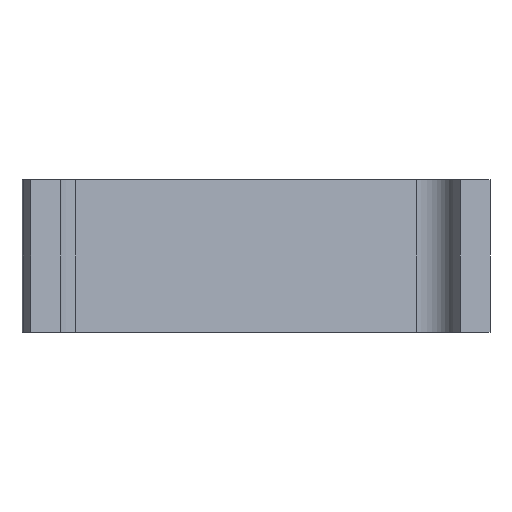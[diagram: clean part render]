
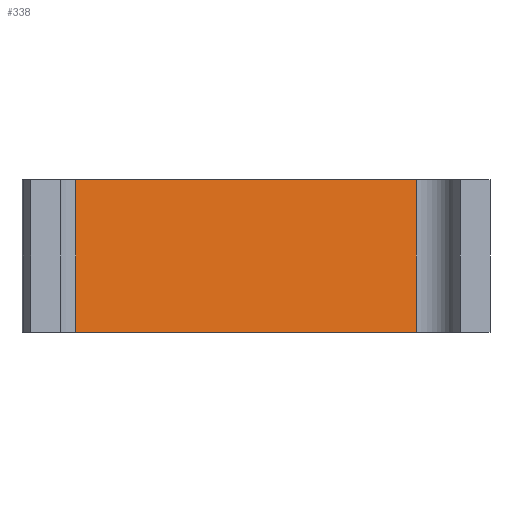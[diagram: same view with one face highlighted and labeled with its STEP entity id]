
A CAD part, left-side view. The second image highlights one B-rep face of the part: STEP entity #338.
In plain terms, the highlighted planar face has unit normal (-0.971, -0.239, 0).
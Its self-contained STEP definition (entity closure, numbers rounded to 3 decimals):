
#32=PLANE('',#382);
#54=FACE_OUTER_BOUND('',#76,.T.);
#76=EDGE_LOOP('',(#309,#310,#311,#312));
#100=LINE('',#521,#136);
#116=LINE('',#562,#152);
#118=LINE('',#566,#154);
#120=LINE('',#570,#156);
#136=VECTOR('',#424,10.);
#152=VECTOR('',#466,10.);
#154=VECTOR('',#472,10.);
#156=VECTOR('',#478,10.);
#166=VERTEX_POINT('',#507);
#167=VERTEX_POINT('',#511);
#178=VERTEX_POINT('',#548);
#179=VERTEX_POINT('',#552);
#200=EDGE_CURVE('',#166,#167,#100,.T.);
#220=EDGE_CURVE('',#178,#179,#116,.T.);
#222=EDGE_CURVE('',#167,#178,#118,.T.);
#224=EDGE_CURVE('',#179,#166,#120,.T.);
#309=ORIENTED_EDGE('',*,*,#200,.T.);
#310=ORIENTED_EDGE('',*,*,#222,.T.);
#311=ORIENTED_EDGE('',*,*,#220,.T.);
#312=ORIENTED_EDGE('',*,*,#224,.T.);
#338=ADVANCED_FACE('',(#54),#32,.T.);
#382=AXIS2_PLACEMENT_3D('',#571,#479,#480);
#424=DIRECTION('',(0.,0.,1.));
#466=DIRECTION('',(0.,0.,-1.));
#472=DIRECTION('',(-0.239,0.971,0.));
#478=DIRECTION('',(0.239,-0.971,0.));
#479=DIRECTION('center_axis',(-0.971,-0.239,0.));
#480=DIRECTION('ref_axis',(0.,0.,1.));
#507=CARTESIAN_POINT('',(43.373,3.027,-30.));
#511=CARTESIAN_POINT('',(43.373,3.027,-5.));
#521=CARTESIAN_POINT('',(43.373,3.027,-23.75));
#548=CARTESIAN_POINT('',(29.675,58.778,-5.));
#552=CARTESIAN_POINT('',(29.675,58.778,-30.));
#562=CARTESIAN_POINT('',(29.675,58.778,-11.25));
#566=CARTESIAN_POINT('',(45.759,-6.684,-5.));
#570=CARTESIAN_POINT('',(27.289,68.489,-30.));
#571=CARTESIAN_POINT('Origin',(36.524,30.903,-17.5));
